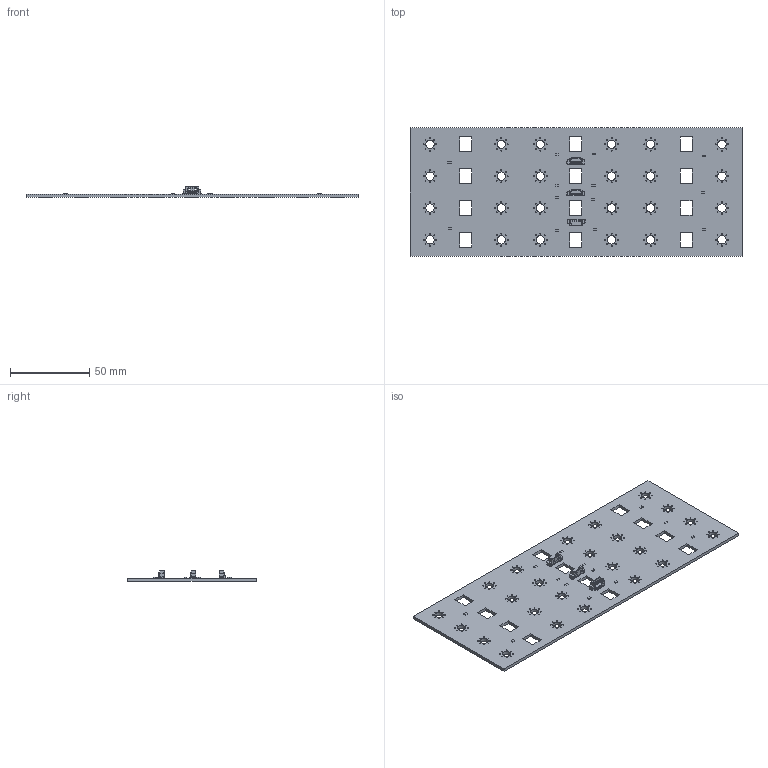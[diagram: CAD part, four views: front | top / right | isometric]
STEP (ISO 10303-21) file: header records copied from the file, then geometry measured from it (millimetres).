
FILE_DESCRIPTION(('KiCad electronic assembly'),'2;1');
FILE_NAME('BusBar_board.step','2024-08-21T20:17:31',('Pcbnew'),('Kicad') ,'Open CASCADE STEP processor 7.7','KiCad to STEP converter','Unknown' );
FILE_SCHEMA(('AUTOMOTIVE_DESIGN { 1 0 10303 214 1 1 1 1 }'));
Length unit declared in the file: millimetre
Products named in the file (6): BusBar_board 1; R_0805_2012Metric; Molex_PicoBlade_53398-0571_1x05-1MP_P1.25mm_Vertical; Molex_53398_0571; BusBar_board_PCB
Assembly tree (19 placements, depth 3):
  BusBar_board 1
    R_0805_2012Metric  x13
      R_0805_2012Metric
    Molex_PicoBlade_53398-0571_1x05-1MP_P1.25mm_Vertical  x3
      Molex_53398_0571
    BusBar_board_PCB
Bounding box: 209.5 x 81 x 6.75 mm (x, y, z)
Volume: 31318.7 mm3; surface area: 35537.4 mm2
Topology: 17 solids, 17 shells, 1211 faces, 3353 edges, 2206 vertices
Faces by surface type: plane 867, cylinder 344
Full cylindrical faces by diameter (mm): 0.6 x192, 5.3 x24
Entity records: 19086 total; most frequent: DIRECTION 2929, CARTESIAN_POINT 2890, ORIENTED_EDGE 2854, EDGE_CURVE 1427, AXIS2_PLACEMENT_3D 985, FACE_BOUND 963, EDGE_LOOP 963, LINE 959
